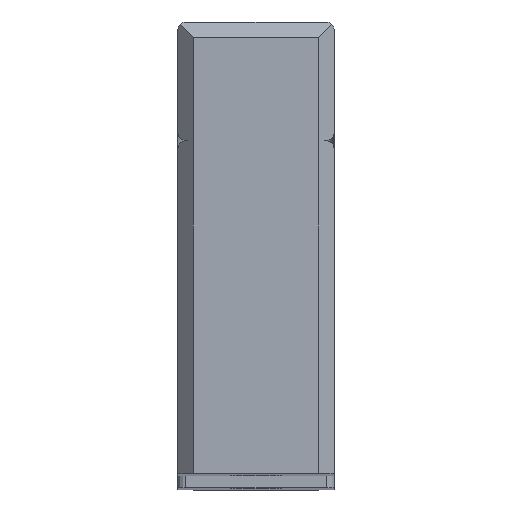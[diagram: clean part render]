
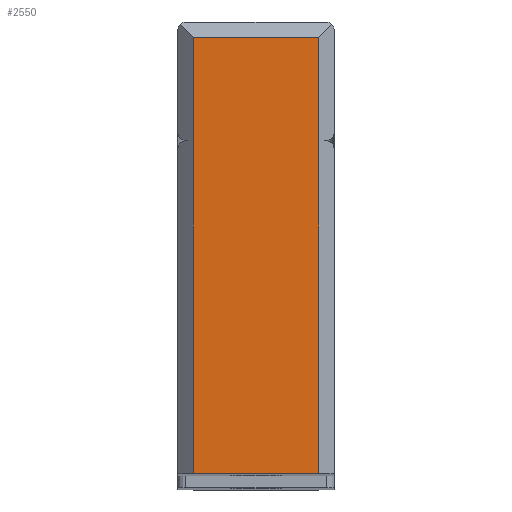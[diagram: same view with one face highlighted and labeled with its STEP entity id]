
A CAD part, top view. The second image highlights one B-rep face of the part: STEP entity #2550.
In plain terms, the highlighted planar face has unit normal (0, 0, 1).
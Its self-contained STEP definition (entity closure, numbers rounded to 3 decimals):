
#2160=CARTESIAN_POINT('',(0.,0.,160.));
#2170=DIRECTION('',(0.,0.,1.));
#2180=DIRECTION('',(-1.,0.,0.));
#2190=AXIS2_PLACEMENT_3D('',#2160,#2170,#2180);
#2200=PLANE('',#2190);
#2210=CARTESIAN_POINT('',(-9.,-24.853,160.));
#2220=DIRECTION('',(0.,-1.,-0.));
#2230=VECTOR('',#2220,1.);
#2240=LINE('',#2210,#2230);
#2250=CARTESIAN_POINT('',(-9.,0.,160.));
#2260=VERTEX_POINT('',#2250);
#2270=CARTESIAN_POINT('',(-9.,-27.895,160.));
#2280=VERTEX_POINT('',#2270);
#2290=EDGE_CURVE('',#2260,#2280,#2240,.T.);
#2300=ORIENTED_EDGE('',*,*,#2290,.T.);
#2310=CARTESIAN_POINT('',(-5.88,0.,160.));
#2320=DIRECTION('',(-1.,0.,0.));
#2330=VECTOR('',#2320,1.);
#2340=LINE('',#2310,#2330);
#2350=CARTESIAN_POINT('',(-1.,0.,160.));
#2360=VERTEX_POINT('',#2350);
#2370=EDGE_CURVE('',#2360,#2260,#2340,.T.);
#2380=ORIENTED_EDGE('',*,*,#2370,.T.);
#2390=CARTESIAN_POINT('',(-1.,-10.398,160.));
#2400=DIRECTION('',(-0.,-1.,0.));
#2410=VECTOR('',#2400,1.);
#2420=LINE('',#2390,#2410);
#2430=CARTESIAN_POINT('',(-1.,-27.895,160.));
#2440=VERTEX_POINT('',#2430);
#2450=EDGE_CURVE('',#2360,#2440,#2420,.T.);
#2460=ORIENTED_EDGE('',*,*,#2450,.F.);
#2470=CARTESIAN_POINT('',(-5.25,-27.895,160.));
#2480=DIRECTION('',(-1.,-0.,0.));
#2490=VECTOR('',#2480,1.);
#2500=LINE('',#2470,#2490);
#2510=EDGE_CURVE('',#2440,#2280,#2500,.T.);
#2520=ORIENTED_EDGE('',*,*,#2510,.F.);
#2530=EDGE_LOOP('',(#2520,#2460,#2380,#2300));
#2540=FACE_OUTER_BOUND('',#2530,.T.);
#2550=ADVANCED_FACE('',(#2540),#2200,.T.);
